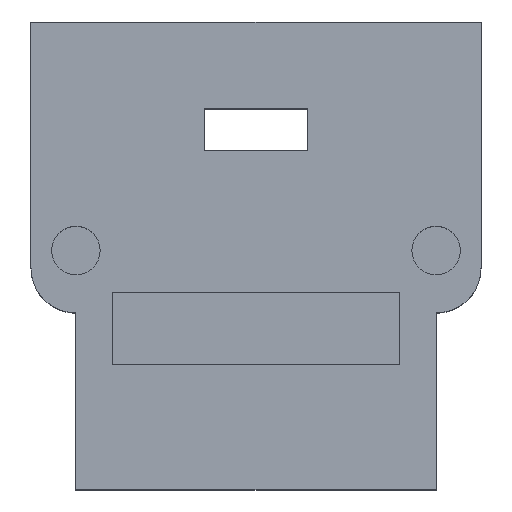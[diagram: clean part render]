
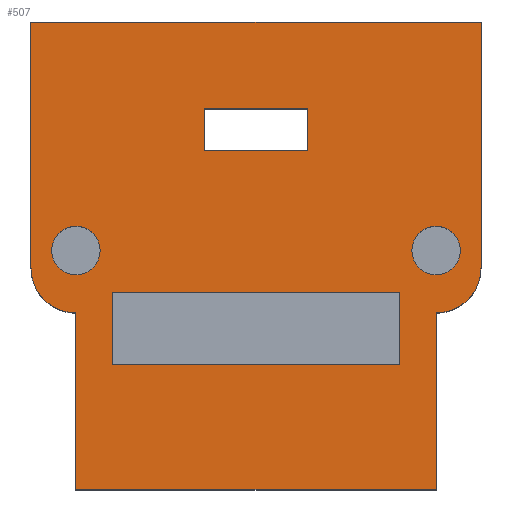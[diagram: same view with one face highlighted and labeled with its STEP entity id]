
A CAD part, top view. The second image highlights one B-rep face of the part: STEP entity #507.
In plain terms, the highlighted planar face has unit normal (0, 0, 1).
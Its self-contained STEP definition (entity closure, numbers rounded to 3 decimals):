
#48 = VERTEX_POINT('',#49);
#49 = CARTESIAN_POINT('',(9.04,10.8,8.5));
#55 = EDGE_CURVE('',#48,#56,#58,.T.);
#56 = VERTEX_POINT('',#57);
#57 = CARTESIAN_POINT('',(-3.96,10.8,8.5));
#58 = LINE('',#59,#60);
#59 = CARTESIAN_POINT('',(9.04,10.8,8.5));
#60 = VECTOR('',#61,1.);
#61 = DIRECTION('',(-1.,0.,0.));
#417 = VERTEX_POINT('',#418);
#418 = CARTESIAN_POINT('',(9.04,3.7,8.5));
#424 = EDGE_CURVE('',#417,#48,#425,.T.);
#425 = LINE('',#426,#427);
#426 = CARTESIAN_POINT('',(9.04,3.7,8.5));
#427 = VECTOR('',#428,1.);
#428 = DIRECTION('',(0.,1.,0.));
#507 = ADVANCED_FACE('',(#508,#560,#571,#605,#616),#650,.T.);
#508 = FACE_BOUND('',#509,.T.);
#509 = EDGE_LOOP('',(#510,#520,#528,#535,#536,#537,#545,#554));
#510 = ORIENTED_EDGE('',*,*,#511,.T.);
#511 = EDGE_CURVE('',#512,#514,#516,.T.);
#512 = VERTEX_POINT('',#513);
#513 = CARTESIAN_POINT('',(-2.66,-2.7,8.5));
#514 = VERTEX_POINT('',#515);
#515 = CARTESIAN_POINT('',(7.74,-2.7,8.5));
#516 = LINE('',#517,#518);
#517 = CARTESIAN_POINT('',(-2.66,-2.7,8.5));
#518 = VECTOR('',#519,1.);
#519 = DIRECTION('',(1.,0.,0.));
#520 = ORIENTED_EDGE('',*,*,#521,.T.);
#521 = EDGE_CURVE('',#514,#522,#524,.T.);
#522 = VERTEX_POINT('',#523);
#523 = CARTESIAN_POINT('',(7.74,2.4,8.5));
#524 = LINE('',#525,#526);
#525 = CARTESIAN_POINT('',(7.74,-2.7,8.5));
#526 = VECTOR('',#527,1.);
#527 = DIRECTION('',(0.,1.,0.));
#528 = ORIENTED_EDGE('',*,*,#529,.T.);
#529 = EDGE_CURVE('',#522,#417,#530,.T.);
#530 = CIRCLE('',#531,1.3);
#531 = AXIS2_PLACEMENT_3D('',#532,#533,#534);
#532 = CARTESIAN_POINT('',(7.74,3.7,8.5));
#533 = DIRECTION('',(0.,0.,1.));
#534 = DIRECTION('',(1.,0.,0.));
#535 = ORIENTED_EDGE('',*,*,#424,.T.);
#536 = ORIENTED_EDGE('',*,*,#55,.T.);
#537 = ORIENTED_EDGE('',*,*,#538,.T.);
#538 = EDGE_CURVE('',#56,#539,#541,.T.);
#539 = VERTEX_POINT('',#540);
#540 = CARTESIAN_POINT('',(-3.96,3.7,8.5));
#541 = LINE('',#542,#543);
#542 = CARTESIAN_POINT('',(-3.96,10.8,8.5));
#543 = VECTOR('',#544,1.);
#544 = DIRECTION('',(0.,-1.,0.));
#545 = ORIENTED_EDGE('',*,*,#546,.T.);
#546 = EDGE_CURVE('',#539,#547,#549,.T.);
#547 = VERTEX_POINT('',#548);
#548 = CARTESIAN_POINT('',(-2.66,2.4,8.5));
#549 = CIRCLE('',#550,1.3);
#550 = AXIS2_PLACEMENT_3D('',#551,#552,#553);
#551 = CARTESIAN_POINT('',(-2.66,3.7,8.5));
#552 = DIRECTION('',(0.,0.,1.));
#553 = DIRECTION('',(1.,0.,0.));
#554 = ORIENTED_EDGE('',*,*,#555,.T.);
#555 = EDGE_CURVE('',#547,#512,#556,.T.);
#556 = LINE('',#557,#558);
#557 = CARTESIAN_POINT('',(-2.66,2.4,8.5));
#558 = VECTOR('',#559,1.);
#559 = DIRECTION('',(0.,-1.,0.));
#560 = FACE_BOUND('',#561,.T.);
#561 = EDGE_LOOP('',(#562));
#562 = ORIENTED_EDGE('',*,*,#563,.F.);
#563 = EDGE_CURVE('',#564,#564,#566,.T.);
#564 = VERTEX_POINT('',#565);
#565 = CARTESIAN_POINT('',(-1.96,4.2,8.5));
#566 = CIRCLE('',#567,0.7);
#567 = AXIS2_PLACEMENT_3D('',#568,#569,#570);
#568 = CARTESIAN_POINT('',(-2.66,4.2,8.5));
#569 = DIRECTION('',(0.,0.,1.));
#570 = DIRECTION('',(1.,0.,0.));
#571 = FACE_BOUND('',#572,.T.);
#572 = EDGE_LOOP('',(#573,#583,#591,#599));
#573 = ORIENTED_EDGE('',*,*,#574,.T.);
#574 = EDGE_CURVE('',#575,#577,#579,.T.);
#575 = VERTEX_POINT('',#576);
#576 = CARTESIAN_POINT('',(-1.61,0.9,8.5));
#577 = VERTEX_POINT('',#578);
#578 = CARTESIAN_POINT('',(-1.61,3.,8.5));
#579 = LINE('',#580,#581);
#580 = CARTESIAN_POINT('',(-1.61,0.9,8.5));
#581 = VECTOR('',#582,1.);
#582 = DIRECTION('',(0.,1.,0.));
#583 = ORIENTED_EDGE('',*,*,#584,.T.);
#584 = EDGE_CURVE('',#577,#585,#587,.T.);
#585 = VERTEX_POINT('',#586);
#586 = CARTESIAN_POINT('',(6.69,3.,8.5));
#587 = LINE('',#588,#589);
#588 = CARTESIAN_POINT('',(-1.61,3.,8.5));
#589 = VECTOR('',#590,1.);
#590 = DIRECTION('',(1.,0.,0.));
#591 = ORIENTED_EDGE('',*,*,#592,.T.);
#592 = EDGE_CURVE('',#585,#593,#595,.T.);
#593 = VERTEX_POINT('',#594);
#594 = CARTESIAN_POINT('',(6.69,0.9,8.5));
#595 = LINE('',#596,#597);
#596 = CARTESIAN_POINT('',(6.69,3.,8.5));
#597 = VECTOR('',#598,1.);
#598 = DIRECTION('',(0.,-1.,0.));
#599 = ORIENTED_EDGE('',*,*,#600,.T.);
#600 = EDGE_CURVE('',#593,#575,#601,.T.);
#601 = LINE('',#602,#603);
#602 = CARTESIAN_POINT('',(6.69,0.9,8.5));
#603 = VECTOR('',#604,1.);
#604 = DIRECTION('',(-1.,0.,0.));
#605 = FACE_BOUND('',#606,.T.);
#606 = EDGE_LOOP('',(#607));
#607 = ORIENTED_EDGE('',*,*,#608,.F.);
#608 = EDGE_CURVE('',#609,#609,#611,.T.);
#609 = VERTEX_POINT('',#610);
#610 = CARTESIAN_POINT('',(8.44,4.2,8.5));
#611 = CIRCLE('',#612,0.7);
#612 = AXIS2_PLACEMENT_3D('',#613,#614,#615);
#613 = CARTESIAN_POINT('',(7.74,4.2,8.5));
#614 = DIRECTION('',(0.,0.,1.));
#615 = DIRECTION('',(1.,0.,0.));
#616 = FACE_BOUND('',#617,.T.);
#617 = EDGE_LOOP('',(#618,#628,#636,#644));
#618 = ORIENTED_EDGE('',*,*,#619,.F.);
#619 = EDGE_CURVE('',#620,#622,#624,.T.);
#620 = VERTEX_POINT('',#621);
#621 = CARTESIAN_POINT('',(4.04,8.3,8.5));
#622 = VERTEX_POINT('',#623);
#623 = CARTESIAN_POINT('',(1.04,8.3,8.5));
#624 = LINE('',#625,#626);
#625 = CARTESIAN_POINT('',(1.79,8.3,8.5));
#626 = VECTOR('',#627,1.);
#627 = DIRECTION('',(-1.,0.,0.));
#628 = ORIENTED_EDGE('',*,*,#629,.F.);
#629 = EDGE_CURVE('',#630,#620,#632,.T.);
#630 = VERTEX_POINT('',#631);
#631 = CARTESIAN_POINT('',(4.04,7.101,8.5));
#632 = LINE('',#633,#634);
#633 = CARTESIAN_POINT('',(4.04,6.324,8.5));
#634 = VECTOR('',#635,1.);
#635 = DIRECTION('',(0.,1.,0.));
#636 = ORIENTED_EDGE('',*,*,#637,.F.);
#637 = EDGE_CURVE('',#638,#630,#640,.T.);
#638 = VERTEX_POINT('',#639);
#639 = CARTESIAN_POINT('',(1.04,7.101,8.5));
#640 = LINE('',#641,#642);
#641 = CARTESIAN_POINT('',(3.29,7.101,8.5));
#642 = VECTOR('',#643,1.);
#643 = DIRECTION('',(1.,0.,0.));
#644 = ORIENTED_EDGE('',*,*,#645,.F.);
#645 = EDGE_CURVE('',#622,#638,#646,.T.);
#646 = LINE('',#647,#648);
#647 = CARTESIAN_POINT('',(1.04,5.725,8.5));
#648 = VECTOR('',#649,1.);
#649 = DIRECTION('',(0.,-1.,0.));
#650 = PLANE('',#651);
#651 = AXIS2_PLACEMENT_3D('',#652,#653,#654);
#652 = CARTESIAN_POINT('',(2.54,4.348,8.5));
#653 = DIRECTION('',(0.,0.,1.));
#654 = DIRECTION('',(1.,0.,0.));
